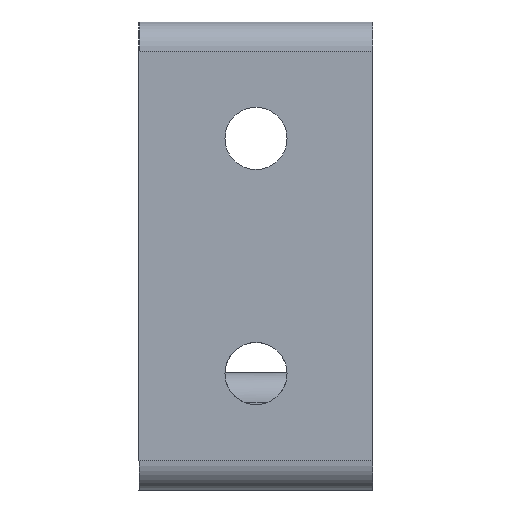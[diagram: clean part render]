
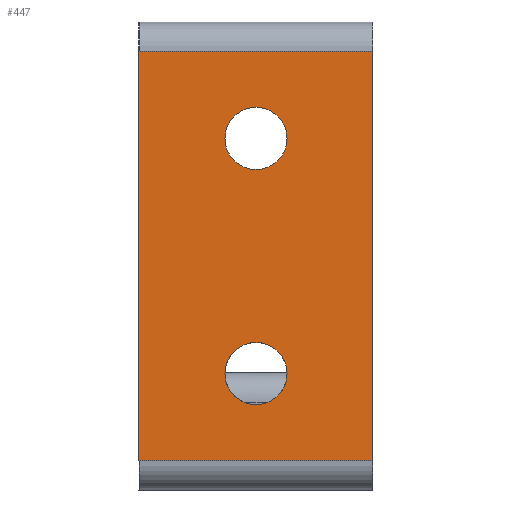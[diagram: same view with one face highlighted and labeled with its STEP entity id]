
A CAD part, left-side view. The second image highlights one B-rep face of the part: STEP entity #447.
In plain terms, the highlighted planar face has unit normal (-1, 0, 0).
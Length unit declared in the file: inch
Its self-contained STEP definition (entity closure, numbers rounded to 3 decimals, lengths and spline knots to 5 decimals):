
#23=FACE_BOUND('',#73,.T.);
#24=FACE_BOUND('',#74,.T.);
#31=PLANE('',#503);
#44=FACE_OUTER_BOUND('',#72,.T.);
#72=EDGE_LOOP('',(#333,#334,#335,#336));
#73=EDGE_LOOP('',(#337));
#74=EDGE_LOOP('',(#338));
#106=CIRCLE('',#504,0.13287);
#107=CIRCLE('',#505,0.13287);
#134=LINE('',#780,#168);
#135=LINE('',#783,#169);
#136=LINE('',#785,#170);
#137=LINE('',#786,#171);
#168=VECTOR('',#584,0.3937);
#169=VECTOR('',#587,0.3937);
#170=VECTOR('',#588,0.3937);
#171=VECTOR('',#589,0.3937);
#213=VERTEX_POINT('',#773);
#216=VERTEX_POINT('',#778);
#217=VERTEX_POINT('',#782);
#218=VERTEX_POINT('',#784);
#219=VERTEX_POINT('',#787);
#220=VERTEX_POINT('',#789);
#263=EDGE_CURVE('',#216,#213,#134,.T.);
#264=EDGE_CURVE('',#217,#216,#135,.T.);
#265=EDGE_CURVE('',#218,#217,#136,.T.);
#266=EDGE_CURVE('',#213,#218,#137,.T.);
#267=EDGE_CURVE('',#219,#219,#106,.T.);
#268=EDGE_CURVE('',#220,#220,#107,.T.);
#333=ORIENTED_EDGE('',*,*,#263,.F.);
#334=ORIENTED_EDGE('',*,*,#264,.F.);
#335=ORIENTED_EDGE('',*,*,#265,.F.);
#336=ORIENTED_EDGE('',*,*,#266,.F.);
#337=ORIENTED_EDGE('',*,*,#267,.T.);
#338=ORIENTED_EDGE('',*,*,#268,.T.);
#447=ADVANCED_FACE('',(#44,#23,#24),#31,.T.);
#503=AXIS2_PLACEMENT_3D('',#781,#585,#586);
#504=AXIS2_PLACEMENT_3D('',#788,#590,#591);
#505=AXIS2_PLACEMENT_3D('',#790,#592,#593);
#584=DIRECTION('',(0.,1.,0.));
#585=DIRECTION('center_axis',(-1.,0.,0.));
#586=DIRECTION('ref_axis',(0.,-1.,0.));
#587=DIRECTION('',(0.,0.,-1.));
#588=DIRECTION('',(0.,-1.,0.));
#589=DIRECTION('',(0.,0.,1.));
#590=DIRECTION('center_axis',(1.,0.,0.));
#591=DIRECTION('ref_axis',(0.,0.,-1.));
#592=DIRECTION('center_axis',(1.,0.,0.));
#593=DIRECTION('ref_axis',(0.,0.,-1.));
#773=CARTESIAN_POINT('',(-2.24508,0.375,-0.875));
#778=CARTESIAN_POINT('',(-2.24508,-0.625,-0.875));
#780=CARTESIAN_POINT('',(-2.24508,0.125,-0.875));
#781=CARTESIAN_POINT('Origin',(-2.24508,0.375,0.));
#782=CARTESIAN_POINT('',(-2.24508,-0.625,0.875));
#783=CARTESIAN_POINT('',(-2.24508,-0.625,0.));
#784=CARTESIAN_POINT('',(-2.24508,0.375,0.875));
#785=CARTESIAN_POINT('',(-2.24508,0.125,0.875));
#786=CARTESIAN_POINT('',(-2.24508,0.375,0.));
#787=CARTESIAN_POINT('',(-2.24508,-0.125,0.63537));
#788=CARTESIAN_POINT('Origin',(-2.24508,-0.125,0.5025));
#789=CARTESIAN_POINT('',(-2.24508,-0.125,-0.36963));
#790=CARTESIAN_POINT('Origin',(-2.24508,-0.125,-0.5025));
